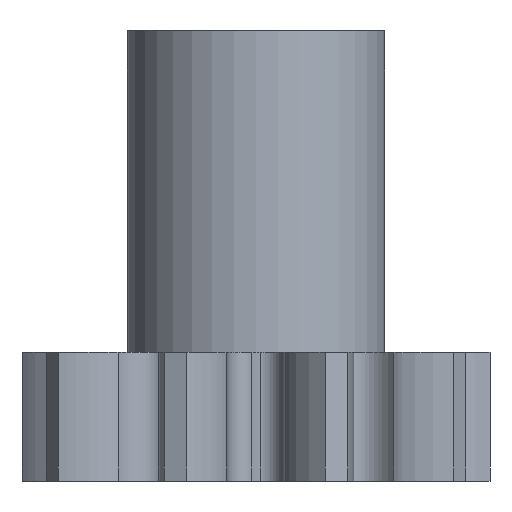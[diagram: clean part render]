
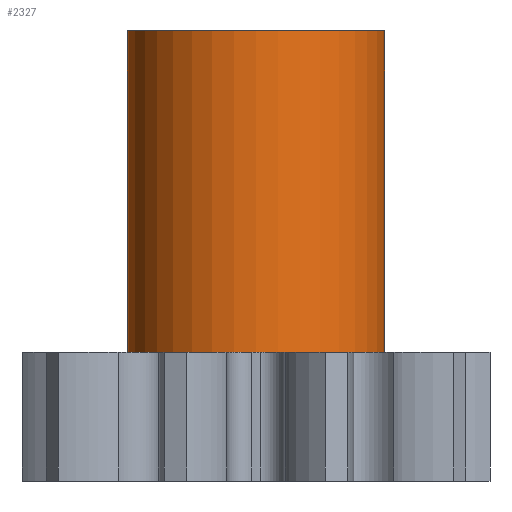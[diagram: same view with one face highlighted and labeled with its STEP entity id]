
A CAD part, front view. The second image highlights one B-rep face of the part: STEP entity #2327.
In plain terms, the highlighted cylindrical face has radius 3 mm (diameter 6 mm), a partial arc.
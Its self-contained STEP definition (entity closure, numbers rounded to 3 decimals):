
#115 = EDGE_CURVE ( 'NONE', #938, #2075, #2874, .T. ) ;
#227 = CARTESIAN_POINT ( 'NONE',  ( 0., 0., 3. ) ) ;
#247 = CARTESIAN_POINT ( 'NONE',  ( -3., 0., 10.5 ) ) ;
#258 = ORIENTED_EDGE ( 'NONE', *, *, #432, .T. ) ;
#316 = AXIS2_PLACEMENT_3D ( 'NONE', #227, #727, #1199 ) ;
#432 = EDGE_CURVE ( 'NONE', #1586, #759, #1621, .T. ) ;
#536 = CARTESIAN_POINT ( 'NONE',  ( 3., 0., 10.5 ) ) ;
#556 = DIRECTION ( 'NONE',  ( -1., 0., 0. ) ) ;
#567 = DIRECTION ( 'NONE',  ( 0., 0., -1. ) ) ;
#727 = DIRECTION ( 'NONE',  ( 0., 0., 1. ) ) ;
#757 = CARTESIAN_POINT ( 'NONE',  ( 0., 0., 10.5 ) ) ;
#759 = VERTEX_POINT ( 'NONE', #2352 ) ;
#769 = EDGE_CURVE ( 'NONE', #2075, #1586, #2116, .T. ) ;
#830 = ORIENTED_EDGE ( 'NONE', *, *, #769, .T. ) ;
#872 = CARTESIAN_POINT ( 'NONE',  ( 3., 0., 10.5 ) ) ;
#937 = AXIS2_PLACEMENT_3D ( 'NONE', #1262, #1014, #1942 ) ;
#938 = VERTEX_POINT ( 'NONE', #872 ) ;
#1014 = DIRECTION ( 'NONE',  ( 0., 0., -1. ) ) ;
#1199 = DIRECTION ( 'NONE',  ( 1., 0., 0. ) ) ;
#1262 = CARTESIAN_POINT ( 'NONE',  ( 0., 0., 10.5 ) ) ;
#1309 = ORIENTED_EDGE ( 'NONE', *, *, #115, .T. ) ;
#1586 = VERTEX_POINT ( 'NONE', #2710 ) ;
#1621 = CIRCLE ( 'NONE', #316, 3. ) ;
#1698 = VECTOR ( 'NONE', #3004, 1000. ) ;
#1701 = CYLINDRICAL_SURFACE ( 'NONE', #1803, 3. ) ;
#1802 = CARTESIAN_POINT ( 'NONE',  ( -3., 0., 10.5 ) ) ;
#1803 = AXIS2_PLACEMENT_3D ( 'NONE', #757, #2619, #556 ) ;
#1922 = EDGE_CURVE ( 'NONE', #938, #759, #1977, .T. ) ;
#1942 = DIRECTION ( 'NONE',  ( 1., 0., 0. ) ) ;
#1977 = LINE ( 'NONE', #536, #2084 ) ;
#2075 = VERTEX_POINT ( 'NONE', #1802 ) ;
#2084 = VECTOR ( 'NONE', #567, 1000. ) ;
#2116 = LINE ( 'NONE', #247, #1698 ) ;
#2327 = ADVANCED_FACE ( 'NONE', ( #2826 ), #1701, .T. ) ;
#2352 = CARTESIAN_POINT ( 'NONE',  ( 3., 0., 3. ) ) ;
#2472 = ORIENTED_EDGE ( 'NONE', *, *, #1922, .F. ) ;
#2619 = DIRECTION ( 'NONE',  ( 0., 0., -1. ) ) ;
#2710 = CARTESIAN_POINT ( 'NONE',  ( -3., 0., 3. ) ) ;
#2826 = FACE_OUTER_BOUND ( 'NONE', #2851, .T. ) ;
#2851 = EDGE_LOOP ( 'NONE', ( #2472, #1309, #830, #258 ) ) ;
#2874 = CIRCLE ( 'NONE', #937, 3. ) ;
#3004 = DIRECTION ( 'NONE',  ( 0., 0., -1. ) ) ;
